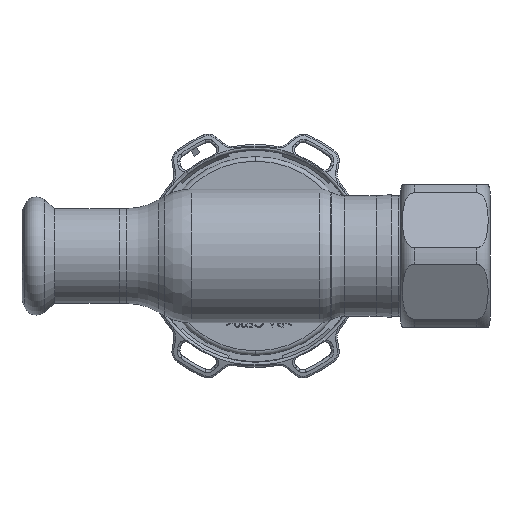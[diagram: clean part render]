
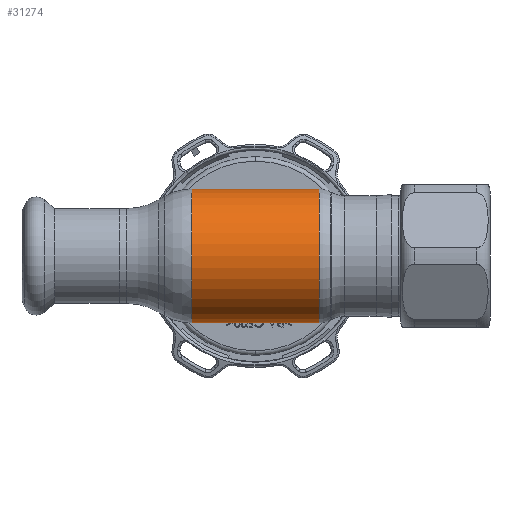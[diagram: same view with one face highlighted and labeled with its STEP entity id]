
A CAD part, front view. The second image highlights one B-rep face of the part: STEP entity #31274.
In plain terms, the highlighted cylindrical face has radius 15 mm (diameter 30 mm), a partial arc.
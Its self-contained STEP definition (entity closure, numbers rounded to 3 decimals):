
#191 = EDGE_CURVE ( 'NONE', #3555, #15263, #15187, .T. ) ;
#1699 = CARTESIAN_POINT ( 'NONE',  ( -62.69, 0., -15. ) ) ;
#3555 = VERTEX_POINT ( 'NONE', #9648 ) ;
#6610 = CARTESIAN_POINT ( 'NONE',  ( 14.285, 0., 0. ) ) ;
#7232 = DIRECTION ( 'NONE',  ( -1., 0., 0. ) ) ;
#7580 = CIRCLE ( 'NONE', #31545, 15. ) ;
#7604 = LINE ( 'NONE', #32558, #16518 ) ;
#7662 = FACE_OUTER_BOUND ( 'NONE', #31574, .T. ) ;
#9343 = CARTESIAN_POINT ( 'NONE',  ( -14.285, 0., 15. ) ) ;
#9648 = CARTESIAN_POINT ( 'NONE',  ( 14.285, 0., -15. ) ) ;
#10917 = DIRECTION ( 'NONE',  ( 0., 0., 1. ) ) ;
#14117 = ORIENTED_EDGE ( 'NONE', *, *, #25012, .F. ) ;
#15187 = LINE ( 'NONE', #1699, #21961 ) ;
#15206 = VERTEX_POINT ( 'NONE', #9343 ) ;
#15263 = VERTEX_POINT ( 'NONE', #35507 ) ;
#15352 = EDGE_CURVE ( 'NONE', #15755, #15206, #7604, .T. ) ;
#15755 = VERTEX_POINT ( 'NONE', #29840 ) ;
#16473 = EDGE_CURVE ( 'NONE', #3555, #15755, #7580, .T. ) ;
#16518 = VECTOR ( 'NONE', #7232, 1000. ) ;
#19369 = CARTESIAN_POINT ( 'NONE',  ( -14.285, 0., 0. ) ) ;
#19488 = DIRECTION ( 'NONE',  ( -1., 0., 0. ) ) ;
#19675 = DIRECTION ( 'NONE',  ( 0., 0., 1. ) ) ;
#20313 = DIRECTION ( 'NONE',  ( -1., 0., 0. ) ) ;
#20853 = AXIS2_PLACEMENT_3D ( 'NONE', #19369, #27252, #10917 ) ;
#21961 = VECTOR ( 'NONE', #29794, 1000. ) ;
#23020 = ORIENTED_EDGE ( 'NONE', *, *, #16473, .T. ) ;
#24735 = CYLINDRICAL_SURFACE ( 'NONE', #33190, 15. ) ;
#25012 = EDGE_CURVE ( 'NONE', #15263, #15206, #36954, .T. ) ;
#27252 = DIRECTION ( 'NONE',  ( -1., 0., 0. ) ) ;
#27935 = ORIENTED_EDGE ( 'NONE', *, *, #15352, .T. ) ;
#29794 = DIRECTION ( 'NONE',  ( -1., 0., 0. ) ) ;
#29840 = CARTESIAN_POINT ( 'NONE',  ( 14.285, 0., 15. ) ) ;
#31274 = ADVANCED_FACE ( 'NONE', ( #7662 ), #24735, .T. ) ;
#31545 = AXIS2_PLACEMENT_3D ( 'NONE', #6610, #20313, #31917 ) ;
#31574 = EDGE_LOOP ( 'NONE', ( #33426, #23020, #27935, #14117 ) ) ;
#31917 = DIRECTION ( 'NONE',  ( 0., 0., 1. ) ) ;
#32558 = CARTESIAN_POINT ( 'NONE',  ( -62.69, 0., 15. ) ) ;
#33190 = AXIS2_PLACEMENT_3D ( 'NONE', #36300, #19488, #19675 ) ;
#33426 = ORIENTED_EDGE ( 'NONE', *, *, #191, .F. ) ;
#35507 = CARTESIAN_POINT ( 'NONE',  ( -14.285, 0., -15. ) ) ;
#36300 = CARTESIAN_POINT ( 'NONE',  ( -62.69, 0., 0. ) ) ;
#36954 = CIRCLE ( 'NONE', #20853, 15. ) ;
